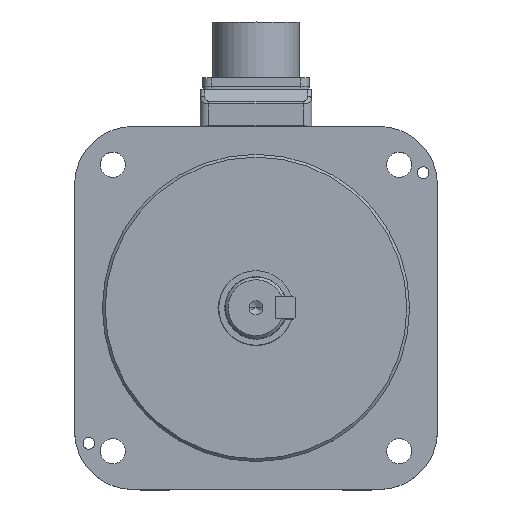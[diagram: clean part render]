
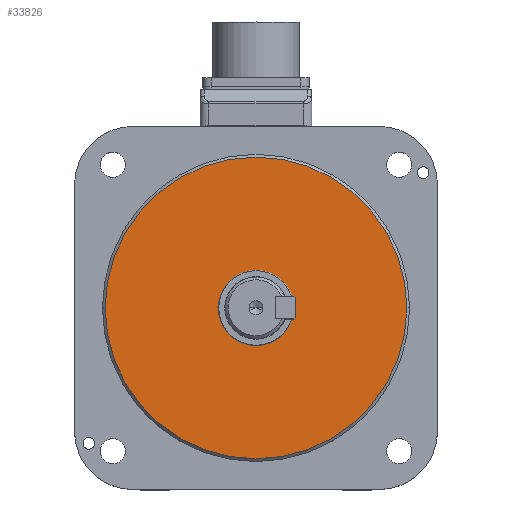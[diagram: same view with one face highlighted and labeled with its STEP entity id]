
A CAD part, top view. The second image highlights one B-rep face of the part: STEP entity #33826.
In plain terms, the highlighted planar face has unit normal (0, 0, 1).
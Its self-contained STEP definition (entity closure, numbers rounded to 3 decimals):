
#32636=CARTESIAN_POINT('',(0.,0.,4.));
#32637=DIRECTION('',(0.,0.,-1.));
#32638=DIRECTION('',(1.,0.,0.));
#32639=AXIS2_PLACEMENT_3D('',#32636,#32637,#32638);
#32641=CARTESIAN_POINT('',(0.,0.,4.));
#32642=DIRECTION('',(0.,0.,-1.));
#32643=DIRECTION('',(-1.,0.,0.));
#32644=AXIS2_PLACEMENT_3D('',#32641,#32642,#32643);
#32915=CARTESIAN_POINT('',(-54.,0.,4.));
#32916=CARTESIAN_POINT('',(54.,0.,4.));
#32917=VERTEX_POINT('',#32915);
#32918=VERTEX_POINT('',#32916);
#33816=CARTESIAN_POINT('',(0.,0.,4.));
#33817=DIRECTION('',(0.,0.,1.));
#33818=DIRECTION('',(1.,0.,0.));
#33819=AXIS2_PLACEMENT_3D('',#33816,#33817,#33818);
#33820=PLANE('',#33819);
#33822=ORIENTED_EDGE('',*,*,#33821,.T.);
#33823=ORIENTED_EDGE('',*,*,#33806,.T.);
#33824=EDGE_LOOP('',(#33822,#33823));
#33825=FACE_OUTER_BOUND('',#33824,.F.);
#33826=ADVANCED_FACE('',(#33825),#33820,.T.);
#32640=CIRCLE('',#32639,54.);
#32645=CIRCLE('',#32644,54.);
#33806=EDGE_CURVE('',#32917,#32918,#32645,.T.);
#33821=EDGE_CURVE('',#32918,#32917,#32640,.T.);
